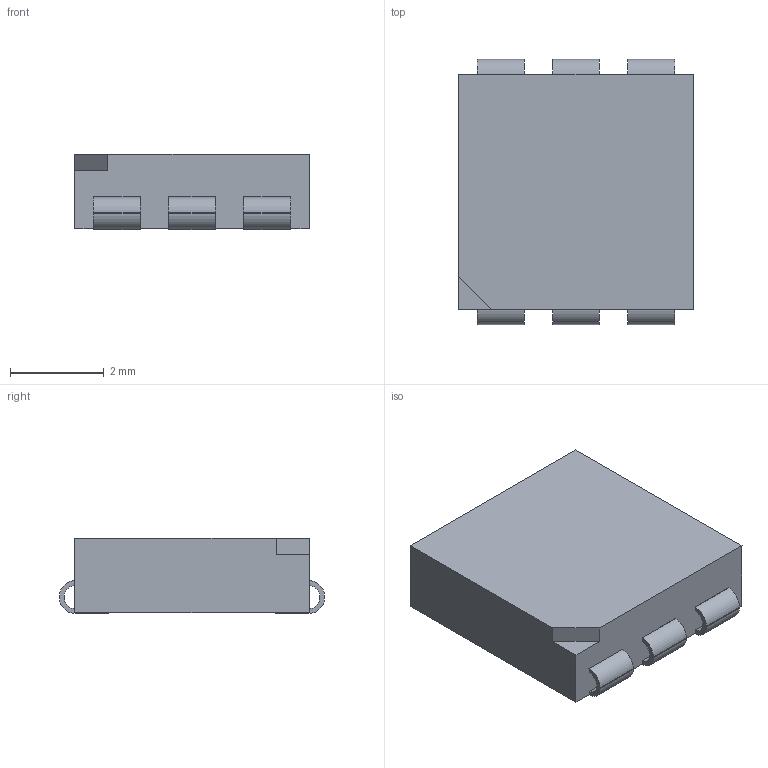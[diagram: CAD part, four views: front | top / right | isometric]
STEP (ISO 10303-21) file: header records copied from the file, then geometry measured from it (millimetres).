
FILE_DESCRIPTION (( 'STEP AP214' ), '1' );
FILE_NAME ('User Library-LED_RGB_5050.STEP', '2017-08-16T12:21:23', ( 'Windows User' ), ( '' ), 'SwSTEP 2.0', 'SolidWorks 2017', '' );
FILE_SCHEMA (( 'AUTOMOTIVE_DESIGN' ));
Length unit declared in the file: millimetre
Products named in the file (6): User Library-LED_RGB_5050; User Library-LED_RGB_5050_Cut; User Library-LED_RGB_5050_Fusion; User Library-LED_RGB_5050_B; User Library-LED_RGB_5050_GN; User Library-LED_RGB_5050_RT
Assembly tree (5 placements, depth 2):
  User Library-LED_RGB_5050
    User Library-LED_RGB_5050_RT
    User Library-LED_RGB_5050_GN
    User Library-LED_RGB_5050_B
    User Library-LED_RGB_5050_Fusion
    User Library-LED_RGB_5050_Cut
Bounding box: 5 x 5.65 x 1.6 mm (x, y, z)
Volume: 40.1 mm3; surface area: 169.5 mm2
Topology: 10 solids, 10 shells, 205 faces, 537 edges, 358 vertices
Faces by surface type: plane 166, cylinder 39
Entity records: 8791 total; most frequent: CARTESIAN_POINT 1108, ORIENTED_EDGE 1074, DIRECTION 1041, EDGE_CURVE 537, VECTOR 459, LINE 459, VERTEX_POINT 358, AXIS2_PLACEMENT_3D 291
